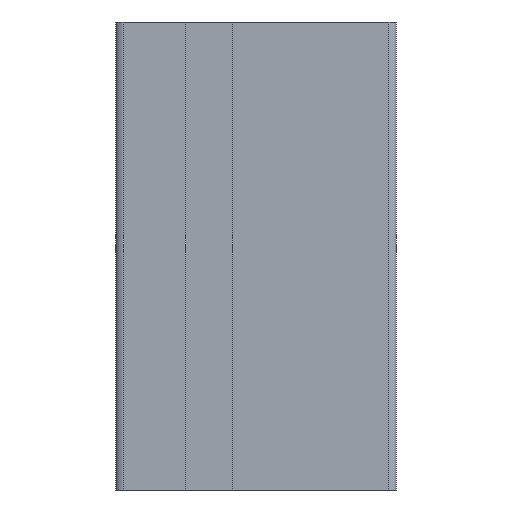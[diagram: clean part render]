
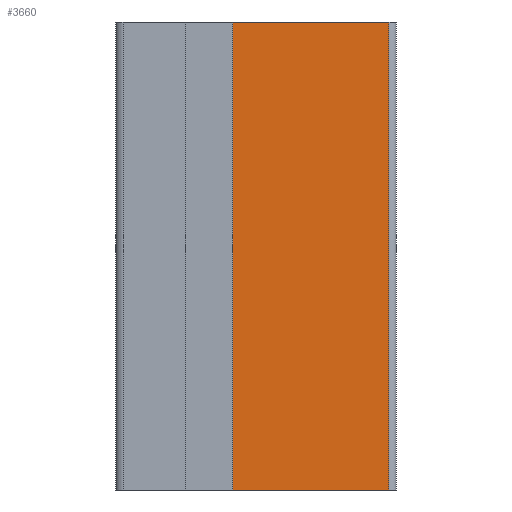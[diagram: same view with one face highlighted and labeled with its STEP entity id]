
A CAD part, front view. The second image highlights one B-rep face of the part: STEP entity #3660.
In plain terms, the highlighted planar face has unit normal (0, -1, 0).
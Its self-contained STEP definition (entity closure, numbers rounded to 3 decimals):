
#1030=CARTESIAN_POINT('',(6.57,-34.662,0.));
#1040=VERTEX_POINT('',#1030);
#1070=CARTESIAN_POINT('',(6.57,-34.662,100.))
;
#1080=DIRECTION('',(0.,0.,-1.));
#1090=VECTOR('',#1080,1.);
#1100=LINE('',#1070,#1090);
#1110=CARTESIAN_POINT('',(6.57,-34.662,100.));
#1120=VERTEX_POINT('',#1110);
#1130=EDGE_CURVE('',#1120,#1040,#1100,.T.);
#3360=CARTESIAN_POINT('',(8.17,-34.662,100.));
#3370=DIRECTION('',(-0.,1.,0.));
#3380=DIRECTION('',(1.,0.,0.));
#3390=AXIS2_PLACEMENT_3D('',#3360,#3370,#3380);
#3400=PLANE('',#3390);
#3410=CARTESIAN_POINT('',(-26.83,-34.662,100.));
#3420=DIRECTION('',(0.,0.,-1.));
#3430=VECTOR('',#3420,1.);
#3440=LINE('',#3410,#3430);
#3450=CARTESIAN_POINT('',(-26.83,-34.662,100.));
#3460=VERTEX_POINT('',#3450);
#3470=CARTESIAN_POINT('',(-26.83,-34.662,0.));
#3480=VERTEX_POINT('',#3470);
#3490=EDGE_CURVE('',#3460,#3480,#3440,.T.);
#3500=ORIENTED_EDGE('',*,*,#3490,.T.);
#3510=CARTESIAN_POINT('',(8.17,-34.662,100.));
#3520=DIRECTION('',(-1.,0.,0.));
#3530=VECTOR('',#3520,1.);
#3540=LINE('',#3510,#3530);
#3550=EDGE_CURVE('',#1120,#3460,#3540,.T.);
#3560=ORIENTED_EDGE('',*,*,#3550,.T.);
#3570=ORIENTED_EDGE('',*,*,#1130,.F.);
#3580=CARTESIAN_POINT('',(8.17,-34.662,0.));
#3590=DIRECTION('',(-1.,0.,0.));
#3600=VECTOR('',#3590,1.);
#3610=LINE('',#3580,#3600);
#3620=EDGE_CURVE('',#1040,#3480,#3610,.T.);
#3630=ORIENTED_EDGE('',*,*,#3620,.F.);
#3640=EDGE_LOOP('',(#3630,#3570,#3560,#3500));
#3650=FACE_OUTER_BOUND('',#3640,.T.);
#3660=ADVANCED_FACE('',(#3650),#3400,.F.);
